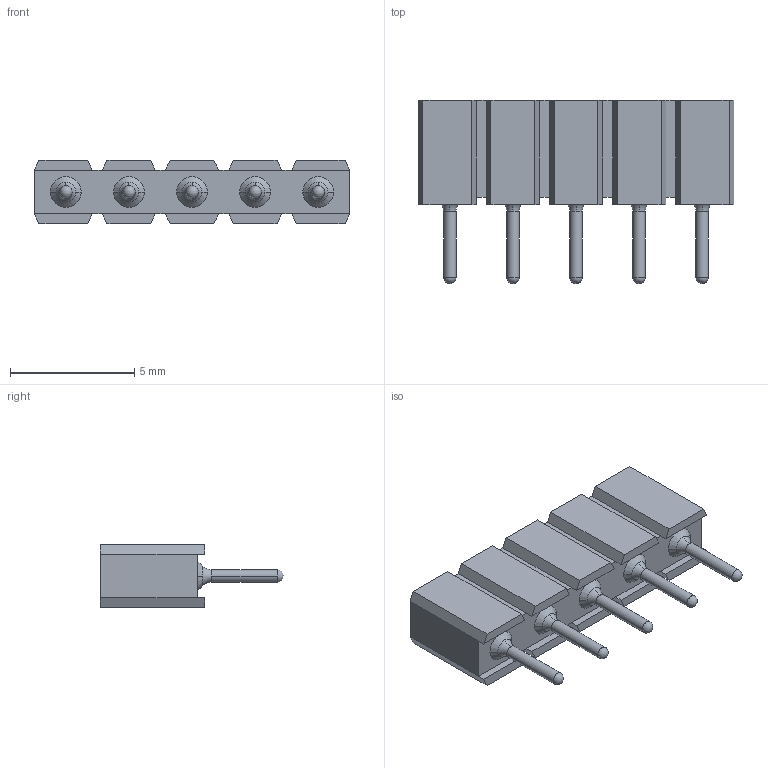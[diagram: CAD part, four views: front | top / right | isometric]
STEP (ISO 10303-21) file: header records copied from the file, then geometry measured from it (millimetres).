
FILE_DESCRIPTION(('STEP AP214'),'1');
FILE_NAME(' ',' ',('TraceParts'),('TraceParts S.A.'),'XStep 1.0',' ',' ');
FILE_SCHEMA(('automotive_design'));
Length unit declared in the file: millimetre
Products named in the file (1): 1
Bounding box: 12.7 x 7.37 x 2.54 mm (x, y, z)
Volume: 110.3 mm3; surface area: 323.7 mm2
Topology: 1 solids, 1 shells, 227 faces, 540 edges, 315 vertices
Faces by surface type: cone 100, plane 72, cylinder 40, torus 10, sphere 5
Entity records: 12361 total; most frequent: DIRECTION 1196, CARTESIAN_POINT 1063, STYLED_ITEM 1062, PRESENTATION_STYLE_ASSIGNMENT 1062, COLOUR_RGB 1062, ORIENTED_EDGE 1040, EDGE_CURVE 520, CURVE_STYLE 520
